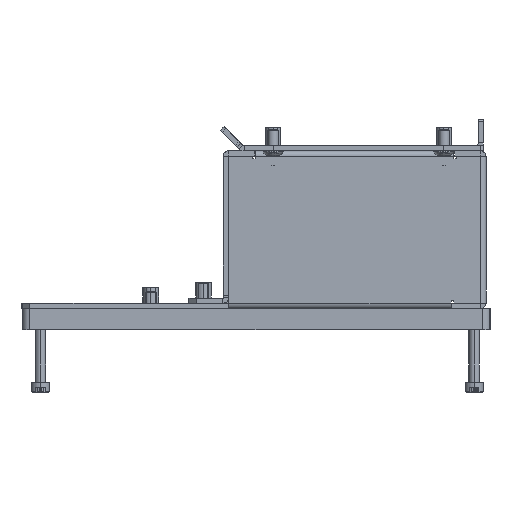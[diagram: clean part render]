
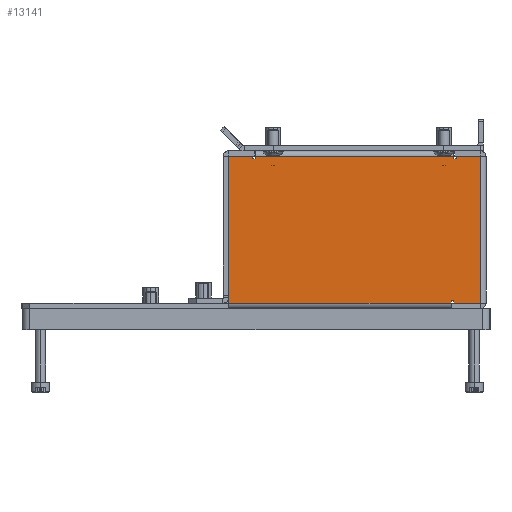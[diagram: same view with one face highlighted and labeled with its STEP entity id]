
A CAD part, left-side view. The second image highlights one B-rep face of the part: STEP entity #13141.
In plain terms, the highlighted face is planar.
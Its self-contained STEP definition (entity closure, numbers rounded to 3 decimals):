
#108 = VERTEX_POINT ( 'NONE', #8912 ) ;
#234 = CARTESIAN_POINT ( 'NONE',  ( 229., 0., 56. ) ) ;
#299 = AXIS2_PLACEMENT_3D ( 'NONE', #6187, #10731, #667 ) ;
#667 = DIRECTION ( 'NONE',  ( 0., -1., 0. ) ) ;
#728 = LINE ( 'NONE', #3446, #1661 ) ;
#809 = EDGE_CURVE ( 'NONE', #14602, #6504, #1188, .T. ) ;
#1000 = LINE ( 'NONE', #8697, #14435 ) ;
#1093 = LINE ( 'NONE', #4633, #9258 ) ;
#1188 = LINE ( 'NONE', #8347, #7895 ) ;
#1253 = EDGE_CURVE ( 'NONE', #11165, #108, #11677, .T. ) ;
#1441 = EDGE_CURVE ( 'NONE', #10816, #9404, #1000, .T. ) ;
#1522 = ORIENTED_EDGE ( 'NONE', *, *, #2110, .F. ) ;
#1661 = VECTOR ( 'NONE', #14552, 1000. ) ;
#1738 = LINE ( 'NONE', #10966, #2242 ) ;
#2088 = EDGE_CURVE ( 'NONE', #10996, #12188, #4128, .T. ) ;
#2110 = EDGE_CURVE ( 'NONE', #12188, #3226, #728, .T. ) ;
#2201 = EDGE_CURVE ( 'NONE', #11165, #14602, #11003, .T. ) ;
#2242 = VECTOR ( 'NONE', #6062, 1000. ) ;
#2382 = ORIENTED_EDGE ( 'NONE', *, *, #12623, .F. ) ;
#2721 = EDGE_CURVE ( 'NONE', #12044, #9519, #10952, .T. ) ;
#2770 = LINE ( 'NONE', #10853, #10936 ) ;
#2865 = LINE ( 'NONE', #14347, #5757 ) ;
#3139 = ORIENTED_EDGE ( 'NONE', *, *, #2201, .F. ) ;
#3226 = VERTEX_POINT ( 'NONE', #9460 ) ;
#3446 = CARTESIAN_POINT ( 'NONE',  ( 229., 0., 1.1 ) ) ;
#3793 = CARTESIAN_POINT ( 'NONE',  ( 229., 13.2, 54.9 ) ) ;
#3797 = DIRECTION ( 'NONE',  ( 0., 1., 0. ) ) ;
#3838 = ORIENTED_EDGE ( 'NONE', *, *, #2088, .F. ) ;
#3873 = ORIENTED_EDGE ( 'NONE', *, *, #4988, .T. ) ;
#3995 = DIRECTION ( 'NONE',  ( 0., 0., 1. ) ) ;
#4128 = LINE ( 'NONE', #11237, #9156 ) ;
#4133 = VECTOR ( 'NONE', #13017, 1000. ) ;
#4251 = ORIENTED_EDGE ( 'NONE', *, *, #12380, .F. ) ;
#4261 = CARTESIAN_POINT ( 'NONE',  ( 229., 87.8, 56. ) ) ;
#4633 = CARTESIAN_POINT ( 'NONE',  ( 229., 97.999, 56. ) ) ;
#4988 = EDGE_CURVE ( 'NONE', #6437, #6905, #1738, .T. ) ;
#5059 = DIRECTION ( 'NONE',  ( 0., 1., 0. ) ) ;
#5341 = EDGE_CURVE ( 'NONE', #10996, #6850, #9129, .T. ) ;
#5364 = CARTESIAN_POINT ( 'NONE',  ( 229., 88.8, 1.1 ) ) ;
#5395 = VECTOR ( 'NONE', #8792, 1000. ) ;
#5550 = DIRECTION ( 'NONE',  ( 0., 0., -1. ) ) ;
#5597 = EDGE_CURVE ( 'NONE', #14660, #12044, #2770, .T. ) ;
#5757 = VECTOR ( 'NONE', #3995, 1000. ) ;
#5975 = CARTESIAN_POINT ( 'NONE',  ( 229., 0., 54.9 ) ) ;
#6062 = DIRECTION ( 'NONE',  ( 0., -1., 0. ) ) ;
#6187 = CARTESIAN_POINT ( 'NONE',  ( 229., 0., 56. ) ) ;
#6241 = VECTOR ( 'NONE', #14632, 1000. ) ;
#6376 = ORIENTED_EDGE ( 'NONE', *, *, #809, .F. ) ;
#6437 = VERTEX_POINT ( 'NONE', #6458 ) ;
#6458 = CARTESIAN_POINT ( 'NONE',  ( 229., 97.999, 55.9 ) ) ;
#6504 = VERTEX_POINT ( 'NONE', #12522 ) ;
#6750 = CARTESIAN_POINT ( 'NONE',  ( 229., 12.2, 1.1 ) ) ;
#6828 = CARTESIAN_POINT ( 'NONE',  ( 229., 0., 0. ) ) ;
#6850 = VERTEX_POINT ( 'NONE', #8482 ) ;
#6905 = VERTEX_POINT ( 'NONE', #12398 ) ;
#7241 = FACE_OUTER_BOUND ( 'NONE', #11458, .T. ) ;
#7359 = DIRECTION ( 'NONE',  ( 0., 0., -1. ) ) ;
#7459 = VECTOR ( 'NONE', #5059, 1000. ) ;
#7864 = ORIENTED_EDGE ( 'NONE', *, *, #10329, .F. ) ;
#7867 = CARTESIAN_POINT ( 'NONE',  ( 229., 12.2, 56. ) ) ;
#7895 = VECTOR ( 'NONE', #9348, 1000. ) ;
#8144 = VECTOR ( 'NONE', #9407, 1000. ) ;
#8347 = CARTESIAN_POINT ( 'NONE',  ( 229., 0., 1.1 ) ) ;
#8482 = CARTESIAN_POINT ( 'NONE',  ( 229., 87.8, 0.1 ) ) ;
#8499 = LINE ( 'NONE', #8580, #12598 ) ;
#8509 = ORIENTED_EDGE ( 'NONE', *, *, #13937, .F. ) ;
#8580 = CARTESIAN_POINT ( 'NONE',  ( 229., 11.2, 56. ) ) ;
#8602 = CARTESIAN_POINT ( 'NONE',  ( 229., 2.1, 56. ) ) ;
#8647 = VERTEX_POINT ( 'NONE', #3793 ) ;
#8697 = CARTESIAN_POINT ( 'NONE',  ( 229., 12.2, 56. ) ) ;
#8792 = DIRECTION ( 'NONE',  ( 0., 0., -1. ) ) ;
#8868 = CARTESIAN_POINT ( 'NONE',  ( 229., 2.1, 0. ) ) ;
#8908 = CARTESIAN_POINT ( 'NONE',  ( 229., 12.2, 54.9 ) ) ;
#8912 = CARTESIAN_POINT ( 'NONE',  ( 229., 97.999, 0. ) ) ;
#9129 = LINE ( 'NONE', #10117, #11665 ) ;
#9156 = VECTOR ( 'NONE', #12659, 1000. ) ;
#9175 = DIRECTION ( 'NONE',  ( 0., 0., -1. ) ) ;
#9211 = EDGE_CURVE ( 'NONE', #9404, #8647, #12857, .T. ) ;
#9252 = LINE ( 'NONE', #234, #4133 ) ;
#9258 = VECTOR ( 'NONE', #11303, 1000. ) ;
#9348 = DIRECTION ( 'NONE',  ( 0., -1., 0. ) ) ;
#9404 = VERTEX_POINT ( 'NONE', #8908 ) ;
#9407 = DIRECTION ( 'NONE',  ( 0., 1., 0. ) ) ;
#9460 = CARTESIAN_POINT ( 'NONE',  ( 229., 11.2, 1.1 ) ) ;
#9519 = VERTEX_POINT ( 'NONE', #12239 ) ;
#9616 = CARTESIAN_POINT ( 'NONE',  ( 229., 12.2, 0.1 ) ) ;
#9632 = ORIENTED_EDGE ( 'NONE', *, *, #1441, .F. ) ;
#10097 = ORIENTED_EDGE ( 'NONE', *, *, #14090, .F. ) ;
#10117 = CARTESIAN_POINT ( 'NONE',  ( 229., 12.2, 0.1 ) ) ;
#10329 = EDGE_CURVE ( 'NONE', #8647, #6905, #2865, .T. ) ;
#10731 = DIRECTION ( 'NONE',  ( -1., 0., 0. ) ) ;
#10816 = VERTEX_POINT ( 'NONE', #7867 ) ;
#10853 = CARTESIAN_POINT ( 'NONE',  ( 229., 2.1, 56. ) ) ;
#10936 = VECTOR ( 'NONE', #7359, 1000. ) ;
#10952 = LINE ( 'NONE', #13373, #7459 ) ;
#10966 = CARTESIAN_POINT ( 'NONE',  ( 229., 97.999, 55.9 ) ) ;
#10996 = VERTEX_POINT ( 'NONE', #9616 ) ;
#11003 = LINE ( 'NONE', #13351, #6241 ) ;
#11007 = ORIENTED_EDGE ( 'NONE', *, *, #1253, .T. ) ;
#11165 = VERTEX_POINT ( 'NONE', #11262 ) ;
#11237 = CARTESIAN_POINT ( 'NONE',  ( 229., 12.2, 56. ) ) ;
#11262 = CARTESIAN_POINT ( 'NONE',  ( 229., 88.8, 0. ) ) ;
#11303 = DIRECTION ( 'NONE',  ( 0., 0., -1. ) ) ;
#11330 = DIRECTION ( 'NONE',  ( 0., 1., 0. ) ) ;
#11458 = EDGE_LOOP ( 'NONE', ( #4251, #1522, #3838, #14230, #8509, #6376, #3139, #11007, #10097, #3873, #7864, #13878, #9632, #2382, #11876, #13875 ) ) ;
#11665 = VECTOR ( 'NONE', #11330, 1000. ) ;
#11677 = LINE ( 'NONE', #6828, #8144 ) ;
#11876 = ORIENTED_EDGE ( 'NONE', *, *, #5597, .T. ) ;
#12044 = VERTEX_POINT ( 'NONE', #8868 ) ;
#12155 = PLANE ( 'NONE',  #299 ) ;
#12188 = VERTEX_POINT ( 'NONE', #6750 ) ;
#12239 = CARTESIAN_POINT ( 'NONE',  ( 229., 11.2, 0. ) ) ;
#12380 = EDGE_CURVE ( 'NONE', #3226, #9519, #8499, .T. ) ;
#12398 = CARTESIAN_POINT ( 'NONE',  ( 229., 13.2, 55.9 ) ) ;
#12522 = CARTESIAN_POINT ( 'NONE',  ( 229., 87.8, 1.1 ) ) ;
#12598 = VECTOR ( 'NONE', #9175, 1000. ) ;
#12623 = EDGE_CURVE ( 'NONE', #14660, #10816, #9252, .T. ) ;
#12659 = DIRECTION ( 'NONE',  ( 0., 0., 1. ) ) ;
#12857 = LINE ( 'NONE', #5975, #13471 ) ;
#13017 = DIRECTION ( 'NONE',  ( 0., 1., 0. ) ) ;
#13141 = ADVANCED_FACE ( 'NONE', ( #7241 ), #12155, .F. ) ;
#13351 = CARTESIAN_POINT ( 'NONE',  ( 229., 88.8, 56. ) ) ;
#13373 = CARTESIAN_POINT ( 'NONE',  ( 229., 0., 0. ) ) ;
#13471 = VECTOR ( 'NONE', #3797, 1000. ) ;
#13875 = ORIENTED_EDGE ( 'NONE', *, *, #2721, .T. ) ;
#13878 = ORIENTED_EDGE ( 'NONE', *, *, #9211, .F. ) ;
#13937 = EDGE_CURVE ( 'NONE', #6504, #6850, #14456, .T. ) ;
#14090 = EDGE_CURVE ( 'NONE', #6437, #108, #1093, .T. ) ;
#14230 = ORIENTED_EDGE ( 'NONE', *, *, #5341, .T. ) ;
#14347 = CARTESIAN_POINT ( 'NONE',  ( 229., 13.2, 56. ) ) ;
#14435 = VECTOR ( 'NONE', #5550, 1000. ) ;
#14456 = LINE ( 'NONE', #4261, #5395 ) ;
#14552 = DIRECTION ( 'NONE',  ( 0., -1., 0. ) ) ;
#14602 = VERTEX_POINT ( 'NONE', #5364 ) ;
#14632 = DIRECTION ( 'NONE',  ( 0., 0., 1. ) ) ;
#14660 = VERTEX_POINT ( 'NONE', #8602 ) ;
